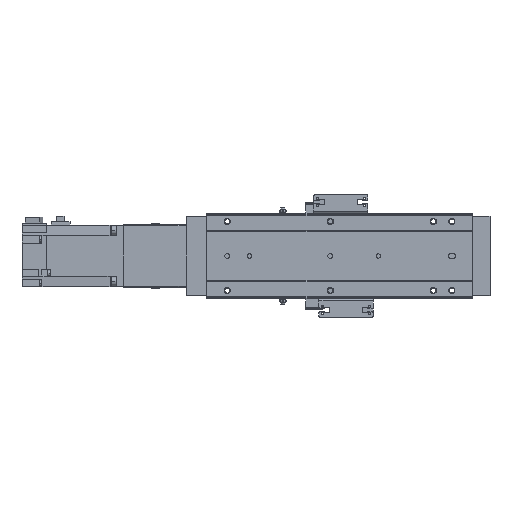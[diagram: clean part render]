
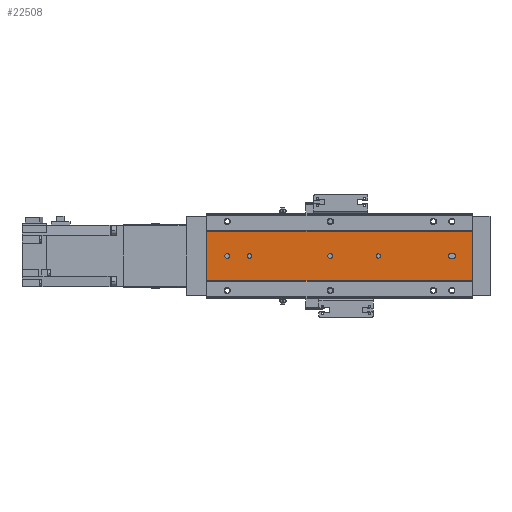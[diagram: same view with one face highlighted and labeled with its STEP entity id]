
A CAD part, front view. The second image highlights one B-rep face of the part: STEP entity #22508.
In plain terms, the highlighted planar face has unit normal (0, -1, 0).
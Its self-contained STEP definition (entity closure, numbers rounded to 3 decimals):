
#24 = FACE_BOUND ( 'NONE', #14812, .T. ) ;
#189 = DIRECTION ( 'NONE',  ( 0., -1., 0. ) ) ;
#222 = CIRCLE ( 'NONE', #19427, 2.1 ) ;
#289 = DIRECTION ( 'NONE',  ( 0., -1., 0. ) ) ;
#532 = CARTESIAN_POINT ( 'NONE',  ( 41.75, 1., 2.1 ) ) ;
#691 = DIRECTION ( 'NONE',  ( 0., 0., 1. ) ) ;
#941 = ORIENTED_EDGE ( 'NONE', *, *, #29621, .F. ) ;
#1163 = DIRECTION ( 'NONE',  ( 0., -1., 0. ) ) ;
#1336 = AXIS2_PLACEMENT_3D ( 'NONE', #9057, #11748, #11599 ) ;
#1580 = VERTEX_POINT ( 'NONE', #11226 ) ;
#1645 = CARTESIAN_POINT ( 'NONE',  ( 20., 1., 0. ) ) ;
#1663 = EDGE_CURVE ( 'NONE', #14414, #16817, #5616, .T. ) ;
#2059 = VECTOR ( 'NONE', #7195, 1000. ) ;
#2064 = CARTESIAN_POINT ( 'NONE',  ( 20., 1., 0. ) ) ;
#2402 = CIRCLE ( 'NONE', #21611, 2.5 ) ;
#2424 = CIRCLE ( 'NONE', #12515, 2.5 ) ;
#2601 = CARTESIAN_POINT ( 'NONE',  ( 166.45, 1., 0. ) ) ;
#2728 = AXIS2_PLACEMENT_3D ( 'NONE', #2064, #10782, #15305 ) ;
#3086 = CARTESIAN_POINT ( 'NONE',  ( 237., 1., 2.5 ) ) ;
#3094 = DIRECTION ( 'NONE',  ( -1., 0., 0. ) ) ;
#3121 = CARTESIAN_POINT ( 'NONE',  ( 0., 1., -23.876 ) ) ;
#3341 = VECTOR ( 'NONE', #13347, 1000. ) ;
#4479 = LINE ( 'NONE', #27193, #3341 ) ;
#4615 = CARTESIAN_POINT ( 'NONE',  ( 239., 1., 0. ) ) ;
#4699 = FACE_BOUND ( 'NONE', #10505, .T. ) ;
#4993 = VERTEX_POINT ( 'NONE', #17164 ) ;
#5616 = CIRCLE ( 'NONE', #2728, 2.5 ) ;
#5661 = CARTESIAN_POINT ( 'NONE',  ( 120., 1., 0. ) ) ;
#5811 = DIRECTION ( 'NONE',  ( 0., 0., 1. ) ) ;
#5943 = VERTEX_POINT ( 'NONE', #24178 ) ;
#5956 = LINE ( 'NONE', #26266, #22697 ) ;
#6295 = DIRECTION ( 'NONE',  ( 1., 0., 0. ) ) ;
#6346 = AXIS2_PLACEMENT_3D ( 'NONE', #19969, #15461, #9126 ) ;
#6833 = EDGE_CURVE ( 'NONE', #21244, #7317, #29755, .T. ) ;
#6849 = ORIENTED_EDGE ( 'NONE', *, *, #24844, .F. ) ;
#6981 = VECTOR ( 'NONE', #19434, 1000. ) ;
#7183 = CARTESIAN_POINT ( 'NONE',  ( 237., 1., -2.5 ) ) ;
#7195 = DIRECTION ( 'NONE',  ( -1., 0., 0. ) ) ;
#7317 = VERTEX_POINT ( 'NONE', #3086 ) ;
#8031 = ORIENTED_EDGE ( 'NONE', *, *, #25048, .F. ) ;
#8055 = EDGE_LOOP ( 'NONE', ( #11023, #23825, #18542, #8031 ) ) ;
#8380 = EDGE_CURVE ( 'NONE', #5943, #4993, #222, .T. ) ;
#8652 = CIRCLE ( 'NONE', #18239, 2.5 ) ;
#8791 = ORIENTED_EDGE ( 'NONE', *, *, #11219, .F. ) ;
#9013 = CARTESIAN_POINT ( 'NONE',  ( 258., 1., 2.5 ) ) ;
#9057 = CARTESIAN_POINT ( 'NONE',  ( 258., 1., 23.876 ) ) ;
#9126 = DIRECTION ( 'NONE',  ( 0., 0., 1. ) ) ;
#9289 = CIRCLE ( 'NONE', #18893, 2.1 ) ;
#9336 = PLANE ( 'NONE',  #1336 ) ;
#9652 = AXIS2_PLACEMENT_3D ( 'NONE', #20880, #289, #18768 ) ;
#10505 = EDGE_LOOP ( 'NONE', ( #25788, #941 ) ) ;
#10782 = DIRECTION ( 'NONE',  ( 0., -1., 0. ) ) ;
#10940 = ORIENTED_EDGE ( 'NONE', *, *, #1663, .F. ) ;
#10972 = VERTEX_POINT ( 'NONE', #7183 ) ;
#11023 = ORIENTED_EDGE ( 'NONE', *, *, #27413, .F. ) ;
#11050 = AXIS2_PLACEMENT_3D ( 'NONE', #26135, #1163, #15140 ) ;
#11160 = FACE_BOUND ( 'NONE', #17901, .T. ) ;
#11219 = EDGE_CURVE ( 'NONE', #12880, #26237, #12073, .T. ) ;
#11226 = CARTESIAN_POINT ( 'NONE',  ( 258., 1., 23.876 ) ) ;
#11311 = FACE_BOUND ( 'NONE', #24064, .T. ) ;
#11401 = DIRECTION ( 'NONE',  ( 0., -1., 0. ) ) ;
#11599 = DIRECTION ( 'NONE',  ( 1., 0., 0. ) ) ;
#11617 = DIRECTION ( 'NONE',  ( 0., 0., 1. ) ) ;
#11639 = ORIENTED_EDGE ( 'NONE', *, *, #15054, .T. ) ;
#11745 = ORIENTED_EDGE ( 'NONE', *, *, #16148, .T. ) ;
#11748 = DIRECTION ( 'NONE',  ( 0., 1., 0. ) ) ;
#11806 = DIRECTION ( 'NONE',  ( 0., -1., 0. ) ) ;
#12046 = EDGE_CURVE ( 'NONE', #7317, #10972, #18326, .T. ) ;
#12073 = CIRCLE ( 'NONE', #28902, 2.1 ) ;
#12086 = ORIENTED_EDGE ( 'NONE', *, *, #21838, .F. ) ;
#12321 = EDGE_CURVE ( 'NONE', #20187, #19108, #5956, .T. ) ;
#12515 = AXIS2_PLACEMENT_3D ( 'NONE', #4615, #11806, #23237 ) ;
#12642 = CARTESIAN_POINT ( 'NONE',  ( 20., 1., 2.5 ) ) ;
#12880 = VERTEX_POINT ( 'NONE', #19894 ) ;
#13057 = LINE ( 'NONE', #22380, #26481 ) ;
#13347 = DIRECTION ( 'NONE',  ( 0., 0., -1. ) ) ;
#13945 = CARTESIAN_POINT ( 'NONE',  ( 120., 1., -2.5 ) ) ;
#14224 = LINE ( 'NONE', #20845, #18078 ) ;
#14329 = ORIENTED_EDGE ( 'NONE', *, *, #27236, .F. ) ;
#14414 = VERTEX_POINT ( 'NONE', #12642 ) ;
#14472 = VERTEX_POINT ( 'NONE', #15510 ) ;
#14811 = DIRECTION ( 'NONE',  ( 0., -1., 0. ) ) ;
#14812 = EDGE_LOOP ( 'NONE', ( #8791, #14329 ) ) ;
#15054 = EDGE_CURVE ( 'NONE', #14472, #19108, #22295, .T. ) ;
#15140 = DIRECTION ( 'NONE',  ( 0., 0., 1. ) ) ;
#15305 = DIRECTION ( 'NONE',  ( 0., 0., 1. ) ) ;
#15385 = CARTESIAN_POINT ( 'NONE',  ( 20., 1., -2.5 ) ) ;
#15386 = CIRCLE ( 'NONE', #11050, 2.5 ) ;
#15461 = DIRECTION ( 'NONE',  ( 0., -1., 0. ) ) ;
#15510 = CARTESIAN_POINT ( 'NONE',  ( 0., 1., 23.876 ) ) ;
#15854 = ORIENTED_EDGE ( 'NONE', *, *, #24525, .F. ) ;
#16148 = EDGE_CURVE ( 'NONE', #1580, #14472, #14224, .T. ) ;
#16479 = CARTESIAN_POINT ( 'NONE',  ( 120., 1., 2.5 ) ) ;
#16817 = VERTEX_POINT ( 'NONE', #15385 ) ;
#17164 = CARTESIAN_POINT ( 'NONE',  ( 166.45, 1., 2.1 ) ) ;
#17175 = ORIENTED_EDGE ( 'NONE', *, *, #21554, .F. ) ;
#17827 = CIRCLE ( 'NONE', #9652, 2.1 ) ;
#17901 = EDGE_LOOP ( 'NONE', ( #15854, #10940 ) ) ;
#18078 = VECTOR ( 'NONE', #18593, 1000. ) ;
#18239 = AXIS2_PLACEMENT_3D ( 'NONE', #5661, #14811, #691 ) ;
#18326 = CIRCLE ( 'NONE', #6346, 2.5 ) ;
#18542 = ORIENTED_EDGE ( 'NONE', *, *, #6833, .F. ) ;
#18593 = DIRECTION ( 'NONE',  ( -1., 0., 0. ) ) ;
#18768 = DIRECTION ( 'NONE',  ( 0., 0., 1. ) ) ;
#18893 = AXIS2_PLACEMENT_3D ( 'NONE', #2601, #20934, #27133 ) ;
#19108 = VERTEX_POINT ( 'NONE', #3121 ) ;
#19129 = VERTEX_POINT ( 'NONE', #25836 ) ;
#19141 = ORIENTED_EDGE ( 'NONE', *, *, #12321, .F. ) ;
#19427 = AXIS2_PLACEMENT_3D ( 'NONE', #29270, #22347, #5811 ) ;
#19434 = DIRECTION ( 'NONE',  ( 0., 0., -1. ) ) ;
#19894 = CARTESIAN_POINT ( 'NONE',  ( 41.75, 1., -2.1 ) ) ;
#19969 = CARTESIAN_POINT ( 'NONE',  ( 237., 1., 0. ) ) ;
#20076 = VERTEX_POINT ( 'NONE', #13945 ) ;
#20187 = VERTEX_POINT ( 'NONE', #20869 ) ;
#20845 = CARTESIAN_POINT ( 'NONE',  ( 258., 1., 23.876 ) ) ;
#20869 = CARTESIAN_POINT ( 'NONE',  ( 258., 1., -23.876 ) ) ;
#20880 = CARTESIAN_POINT ( 'NONE',  ( 41.75, 1., 0. ) ) ;
#20934 = DIRECTION ( 'NONE',  ( 0., -1., 0. ) ) ;
#21244 = VERTEX_POINT ( 'NONE', #23284 ) ;
#21554 = EDGE_CURVE ( 'NONE', #1580, #20187, #4479, .T. ) ;
#21611 = AXIS2_PLACEMENT_3D ( 'NONE', #1645, #11401, #22395 ) ;
#21838 = EDGE_CURVE ( 'NONE', #20076, #27664, #8652, .T. ) ;
#22000 = CARTESIAN_POINT ( 'NONE',  ( 0., 1., 23.876 ) ) ;
#22295 = LINE ( 'NONE', #22000, #6981 ) ;
#22347 = DIRECTION ( 'NONE',  ( 0., -1., 0. ) ) ;
#22380 = CARTESIAN_POINT ( 'NONE',  ( 258., 1., -2.5 ) ) ;
#22395 = DIRECTION ( 'NONE',  ( 0., 0., 1. ) ) ;
#22508 = ADVANCED_FACE ( 'NONE', ( #22895, #24, #4699, #11160, #11311, #27699 ), #9336, .F. ) ;
#22697 = VECTOR ( 'NONE', #3094, 1000. ) ;
#22895 = FACE_OUTER_BOUND ( 'NONE', #29006, .T. ) ;
#23237 = DIRECTION ( 'NONE',  ( 0., 0., 1. ) ) ;
#23284 = CARTESIAN_POINT ( 'NONE',  ( 239., 1., 2.5 ) ) ;
#23825 = ORIENTED_EDGE ( 'NONE', *, *, #12046, .F. ) ;
#24064 = EDGE_LOOP ( 'NONE', ( #12086, #6849 ) ) ;
#24178 = CARTESIAN_POINT ( 'NONE',  ( 166.45, 1., -2.1 ) ) ;
#24525 = EDGE_CURVE ( 'NONE', #16817, #14414, #2402, .T. ) ;
#24844 = EDGE_CURVE ( 'NONE', #27664, #20076, #15386, .T. ) ;
#25048 = EDGE_CURVE ( 'NONE', #19129, #21244, #2424, .T. ) ;
#25788 = ORIENTED_EDGE ( 'NONE', *, *, #8380, .F. ) ;
#25836 = CARTESIAN_POINT ( 'NONE',  ( 239., 1., -2.5 ) ) ;
#26135 = CARTESIAN_POINT ( 'NONE',  ( 120., 1., 0. ) ) ;
#26237 = VERTEX_POINT ( 'NONE', #532 ) ;
#26266 = CARTESIAN_POINT ( 'NONE',  ( 258., 1., -23.876 ) ) ;
#26481 = VECTOR ( 'NONE', #6295, 1000. ) ;
#26879 = CARTESIAN_POINT ( 'NONE',  ( 41.75, 1., 0. ) ) ;
#27133 = DIRECTION ( 'NONE',  ( 0., 0., 1. ) ) ;
#27193 = CARTESIAN_POINT ( 'NONE',  ( 258., 1., 23.876 ) ) ;
#27236 = EDGE_CURVE ( 'NONE', #26237, #12880, #17827, .T. ) ;
#27413 = EDGE_CURVE ( 'NONE', #10972, #19129, #13057, .T. ) ;
#27664 = VERTEX_POINT ( 'NONE', #16479 ) ;
#27699 = FACE_BOUND ( 'NONE', #8055, .T. ) ;
#28902 = AXIS2_PLACEMENT_3D ( 'NONE', #26879, #189, #11617 ) ;
#29006 = EDGE_LOOP ( 'NONE', ( #11639, #19141, #17175, #11745 ) ) ;
#29270 = CARTESIAN_POINT ( 'NONE',  ( 166.45, 1., 0. ) ) ;
#29621 = EDGE_CURVE ( 'NONE', #4993, #5943, #9289, .T. ) ;
#29755 = LINE ( 'NONE', #9013, #2059 ) ;
